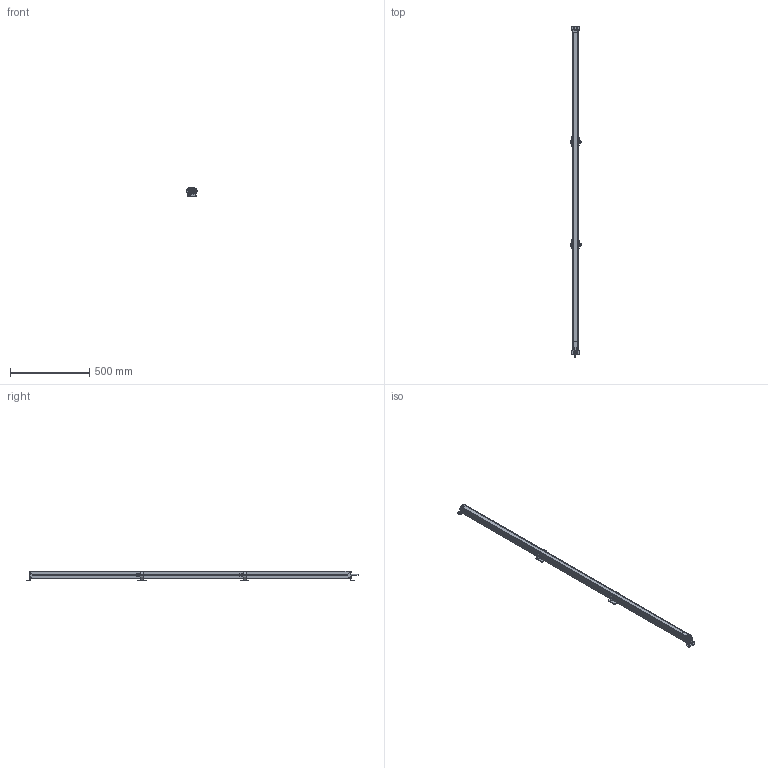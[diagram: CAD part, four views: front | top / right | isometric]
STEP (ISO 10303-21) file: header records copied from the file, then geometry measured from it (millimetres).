
FILE_DESCRIPTION((''),'2;1');
FILE_NAME('139529_SM01_ASM','2024-05-21T15:17:13',('banengservice'),('BANNER ENGINEERING'),'CREO PARAMETRIC BY PTC INC, 2022414','CREO PARAMETRIC BY PTC INC, 2022414','');
FILE_SCHEMA(('CONFIG_CONTROL_DESIGN'));
Products named in the file (10): 139529_EP01; 114483; 114482; 58892; 60139; 71756_ASM; 111087; 58892_GENERIC; 120191; 139529_SM01_ASM
Assembly tree (17 placements, depth 3):
  139529_SM01_ASM
    139529_EP01
    71756_ASM  x2
      114483
      114482
      58892
      60139
    111087  x2
    58892_GENERIC  x4
    120191
Bounding box: 68.64 x 2097 x 63 mm (x, y, z)
Volume: 2977595.7 mm3; surface area: 489798 mm2
Topology: 22 solids, 32 shells, 2949 faces, 8000 edges, 5198 vertices
Faces by surface type: plane 1673, cylinder 909, bspline 267, torus 58, sphere 22, cone 20
Entity records: 84987 total; most frequent: CARTESIAN_POINT 35705, ORIENTED_EDGE 10774, DIRECTION 9374, EDGE_CURVE 5395, VERTEX_POINT 3500, VECTOR 3348, LINE 3348, AXIS2_PLACEMENT_3D 3013
